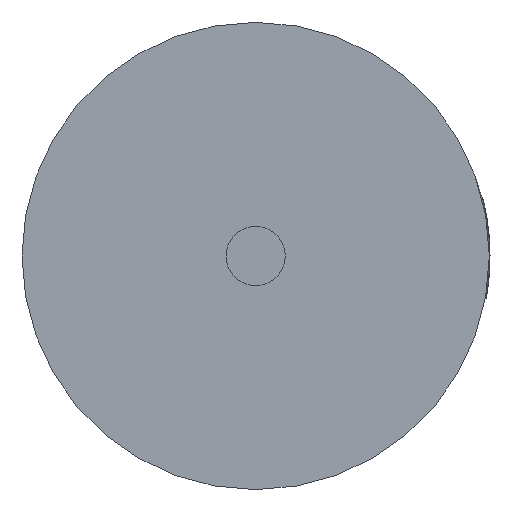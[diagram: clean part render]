
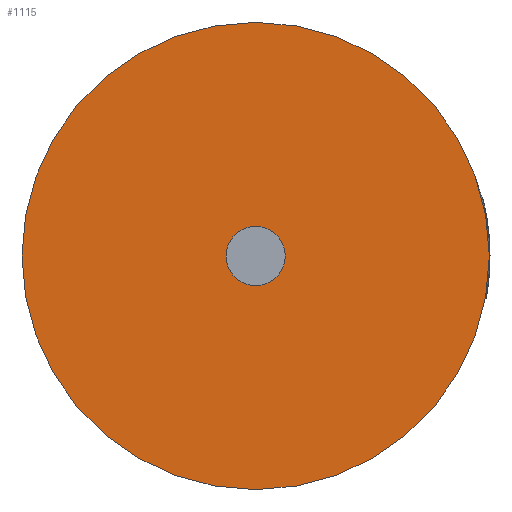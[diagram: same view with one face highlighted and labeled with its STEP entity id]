
A CAD part, front view. The second image highlights one B-rep face of the part: STEP entity #1115.
In plain terms, the highlighted planar face has unit normal (0, -1, 0).
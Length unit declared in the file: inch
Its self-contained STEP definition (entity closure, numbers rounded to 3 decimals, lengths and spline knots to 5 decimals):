
#650 = PLANE ( 'NONE',  #4257 ) ;
#651 = CARTESIAN_POINT ( 'NONE',  ( 0., -0.27559, 0. ) ) ;
#652 = DIRECTION ( 'NONE',  ( 0., 1., 0. ) ) ;
#653 = DIRECTION ( 'NONE',  ( 0., 0., 1. ) ) ;
#796 = CIRCLE ( 'NONE', #5050, 0.01594 ) ;
#797 = CIRCLE ( 'NONE', #5082, 0.12598 ) ;
#800 = CIRCLE ( 'NONE', #5054, 0.12598 ) ;
#804 = CIRCLE ( 'NONE', #5037, 0.01594 ) ;
#898 = EDGE_CURVE ( 'NONE', #4953, #4766, #804, .T. ) ;
#981 = EDGE_CURVE ( 'NONE', #4859, #4860, #800, .T. ) ;
#984 = EDGE_CURVE ( 'NONE', #4860, #4859, #797, .T. ) ;
#985 = EDGE_CURVE ( 'NONE', #4766, #4953, #796, .T. ) ;
#1115 = ADVANCED_FACE ( 'NONE', ( #4252, #4265 ), #650, .F. ) ;
#1985 = EDGE_LOOP ( 'NONE', ( #1986, #2063 ) ) ;
#1986 = ORIENTED_EDGE ( 'NONE', *, *, #985, .F. ) ;
#1996 = EDGE_LOOP ( 'NONE', ( #2061, #2062 ) ) ;
#2061 = ORIENTED_EDGE ( 'NONE', *, *, #981, .F. ) ;
#2062 = ORIENTED_EDGE ( 'NONE', *, *, #984, .F. ) ;
#2063 = ORIENTED_EDGE ( 'NONE', *, *, #898, .F. ) ;
#3378 = CARTESIAN_POINT ( 'NONE',  ( 0., -0.27559, 0.01594 ) ) ;
#3434 = CARTESIAN_POINT ( 'NONE',  ( 0., -0.27559, 0.12598 ) ) ;
#3435 = CARTESIAN_POINT ( 'NONE',  ( 0., -0.27559, -0.12598 ) ) ;
#3519 = CARTESIAN_POINT ( 'NONE',  ( 0., -0.27559, -0.01594 ) ) ;
#3890 = DIRECTION ( 'NONE',  ( 0., 0., 1. ) ) ;
#3891 = DIRECTION ( 'NONE',  ( 0., -1., 0. ) ) ;
#3892 = CARTESIAN_POINT ( 'NONE',  ( 0., -0.27559, 0. ) ) ;
#3893 = DIRECTION ( 'NONE',  ( 0., 0., 1. ) ) ;
#3894 = DIRECTION ( 'NONE',  ( 0., 1., 0. ) ) ;
#3898 = CARTESIAN_POINT ( 'NONE',  ( 0., -0.27559, 0. ) ) ;
#3902 = DIRECTION ( 'NONE',  ( 0., 0., 1. ) ) ;
#3903 = DIRECTION ( 'NONE',  ( 0., 1., 0. ) ) ;
#3916 = CARTESIAN_POINT ( 'NONE',  ( 0., -0.27559, 0. ) ) ;
#4023 = DIRECTION ( 'NONE',  ( 0., 0., 1. ) ) ;
#4024 = DIRECTION ( 'NONE',  ( 0., -1., 0. ) ) ;
#4031 = CARTESIAN_POINT ( 'NONE',  ( 0., -0.27559, 0. ) ) ;
#4252 = FACE_OUTER_BOUND ( 'NONE', #1996, .T. ) ;
#4257 = AXIS2_PLACEMENT_3D ( 'NONE', #651, #652, #653 ) ;
#4265 = FACE_BOUND ( 'NONE', #1985, .T. ) ;
#4766 = VERTEX_POINT ( 'NONE', #3378 ) ;
#4859 = VERTEX_POINT ( 'NONE', #3434 ) ;
#4860 = VERTEX_POINT ( 'NONE', #3435 ) ;
#4953 = VERTEX_POINT ( 'NONE', #3519 ) ;
#5037 = AXIS2_PLACEMENT_3D ( 'NONE', #4031, #4024, #4023 ) ;
#5050 = AXIS2_PLACEMENT_3D ( 'NONE', #3892, #3891, #3890 ) ;
#5054 = AXIS2_PLACEMENT_3D ( 'NONE', #3916, #3903, #3902 ) ;
#5082 = AXIS2_PLACEMENT_3D ( 'NONE', #3898, #3894, #3893 ) ;
